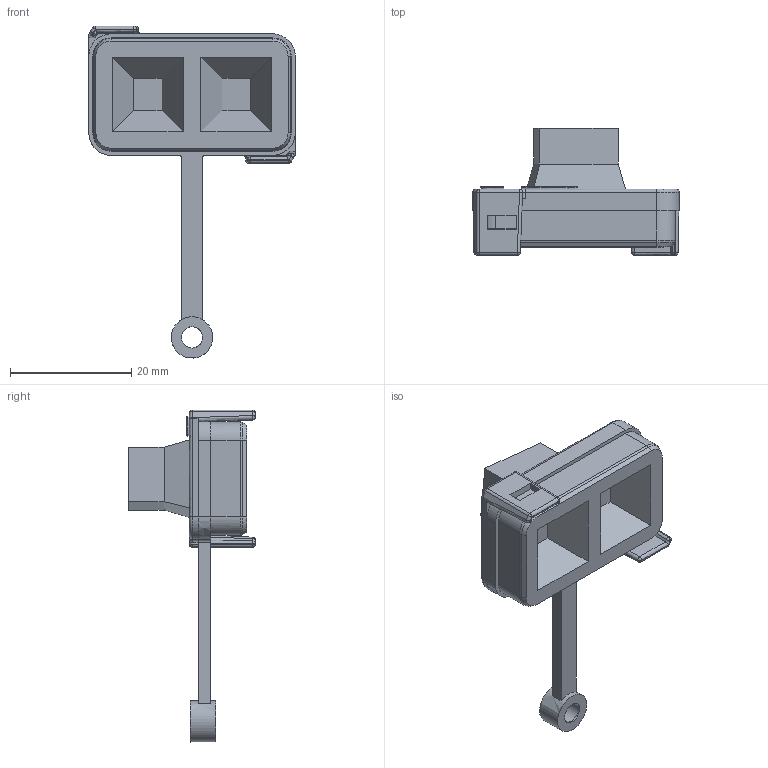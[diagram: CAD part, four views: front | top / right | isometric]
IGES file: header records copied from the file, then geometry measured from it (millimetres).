
Global section: file name: 0935_PP_PowerL_Schutzkappe_Geraeteseite.igs; preprocessor: I-DEAS 3D IGES Translator 13; date: 20091216.125621; units: millimetre
Bounding box: 34 x 20.9 x 54.69 mm (x, y, z)
Volume: 6782.4 mm3; surface area: 3723.3 mm2
Topology: 1 solids, 1 shells, 214 faces, 520 edges, 295 vertices
Faces by surface type: bspline 214
